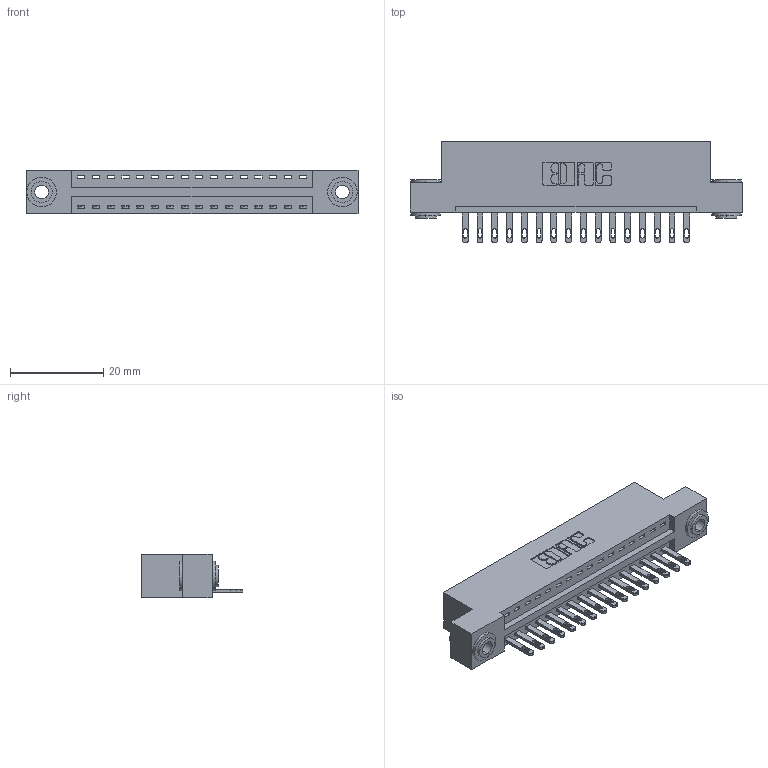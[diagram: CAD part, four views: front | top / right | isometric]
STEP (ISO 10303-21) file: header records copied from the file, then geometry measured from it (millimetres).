
FILE_DESCRIPTION (( 'STEP AP203' ), '1' );
FILE_NAME ('896-016-500-103.STEP', '2021-07-27T15:34:18', ( '' ), ( '' ), 'SwSTEP 2.0', 'SolidWorks 2020', '' );
FILE_SCHEMA (( 'CONFIG_CONTROL_DESIGN' ));
Length unit declared in the file: inch
Products named in the file (4): 846 Part_Flush Mounting Lugs - 0.156 Dia-TH; 896-016-500-103; 345-250-002_345-250-002-102; 345-292-001_345-293-100
Assembly tree (19 placements, depth 2):
  896-016-500-103
    846 Part_Flush Mounting Lugs - 0.156 Dia-TH
    345-292-001_345-293-100  x16
    345-250-002_345-250-002-102  x2
Bounding box: 71.37 x 21.84 x 9.4 mm (x, y, z)
Volume: 6682.2 mm3; surface area: 8327.8 mm2
Topology: 19 solids, 19 shells, 1024 faces, 3093 edges, 2058 vertices
Faces by surface type: plane 630, cylinder 386, cone 8
Entity records: 14010 total; most frequent: CARTESIAN_POINT 2387, ORIENTED_EDGE 2330, DIRECTION 2171, EDGE_CURVE 1165, VECTOR 941, LINE 941, VERTEX_POINT 774, AXIS2_PLACEMENT_3D 615
